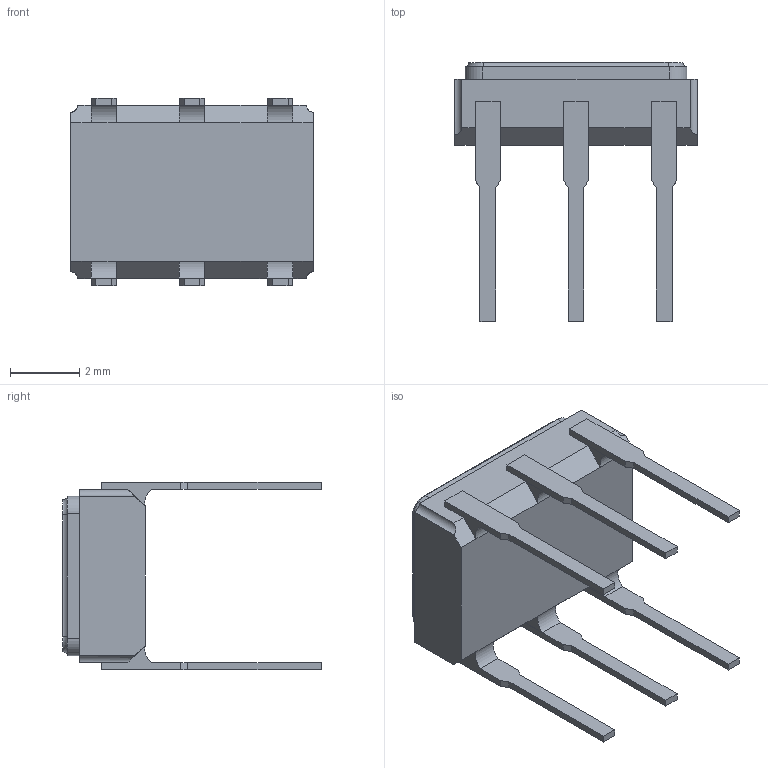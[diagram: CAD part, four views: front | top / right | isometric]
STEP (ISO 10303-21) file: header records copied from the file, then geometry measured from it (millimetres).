
FILE_DESCRIPTION (( 'STEP AP214' ), '1' );
FILE_NAME ('QT186.STEP', '2023-08-14T16:48:20', ( '' ), ( '' ), 'SwSTEP 2.0', 'SolidWorks 2022', '' );
FILE_SCHEMA (( 'AUTOMOTIVE_DESIGN' ));
Length unit declared in the file: inch
Products named in the file (1): QT186
Bounding box: 7.01 x 7.47 x 5.41 mm (x, y, z)
Volume: 68.8 mm3; surface area: 266 mm2
Topology: 3 solids, 3 shells, 326 faces, 907 edges, 626 vertices
Faces by surface type: plane 221, bspline 55, cylinder 42, torus 8
Entity records: 17927 total; most frequent: CARTESIAN_POINT 5479, ORIENTED_EDGE 1814, DIRECTION 1435, EDGE_CURVE 907, LINE 695, VECTOR 695, VERTEX_POINT 626, AXIS2_PLACEMENT_3D 370
